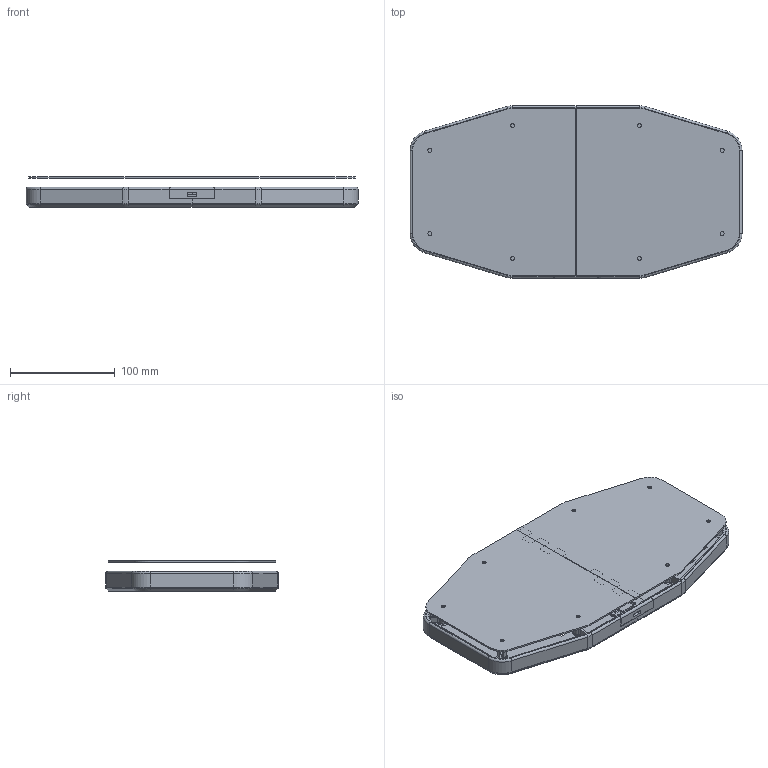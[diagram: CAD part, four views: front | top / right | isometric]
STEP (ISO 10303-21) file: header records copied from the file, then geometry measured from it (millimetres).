
FILE_DESCRIPTION(/* description */ (''),/* implementation_level */ '2;1');
FILE_NAME(/* name */ 'FDM_Split_Rana_Digital_Printed_New_RLUB.step',/* time_stamp */ '2023-03-06T20:52:42-08:00',/* author */ (''),/* organization */ (''),/* preprocessor_version */ 'ST-DEVELOPER v19.2',/* originating_system */ 'Autodesk Translation Framework v11.17.0.187',/* authorisation */ '');
FILE_SCHEMA (('AUTOMOTIVE_DESIGN { 1 0 10303 214 3 1 1 }'));
Length unit declared in the file: millimetre
Products named in the file (6): Rana_Digital_Printed_v3; Right_FDM_body; Left_FDM_body; right_backplate; Left_backplate; Rana_Digital_Port_Insert_New_RLUB
Assembly tree (5 placements, depth 2):
  Rana_Digital_Printed_v3
    Right_FDM_body
    Left_FDM_body
    right_backplate
    Left_backplate
    Rana_Digital_Port_Insert_New_RLUB
Bounding box: 317.5 x 165.13 x 29 mm (x, y, z)
Volume: 499439.2 mm3; surface area: 223191.9 mm2
Topology: 5 solids, 6 shells, 809 faces, 2159 edges, 1388 vertices
Faces by surface type: plane 487, cylinder 208, torus 69, bspline 20, sphere 17, cone 8
Full cylindrical faces by diameter (mm): 3.2 x2, 3.5 x4, 3.8 x8, 4.2 x18, 7 x4, 8 x6, 22 x20
Entity records: 25610 total; most frequent: CARTESIAN_POINT 4627, DIRECTION 4432, ORIENTED_EDGE 4318, EDGE_CURVE 2159, AXIS2_PLACEMENT_3D 1487, LINE 1458, VECTOR 1458, VERTEX_POINT 1388
